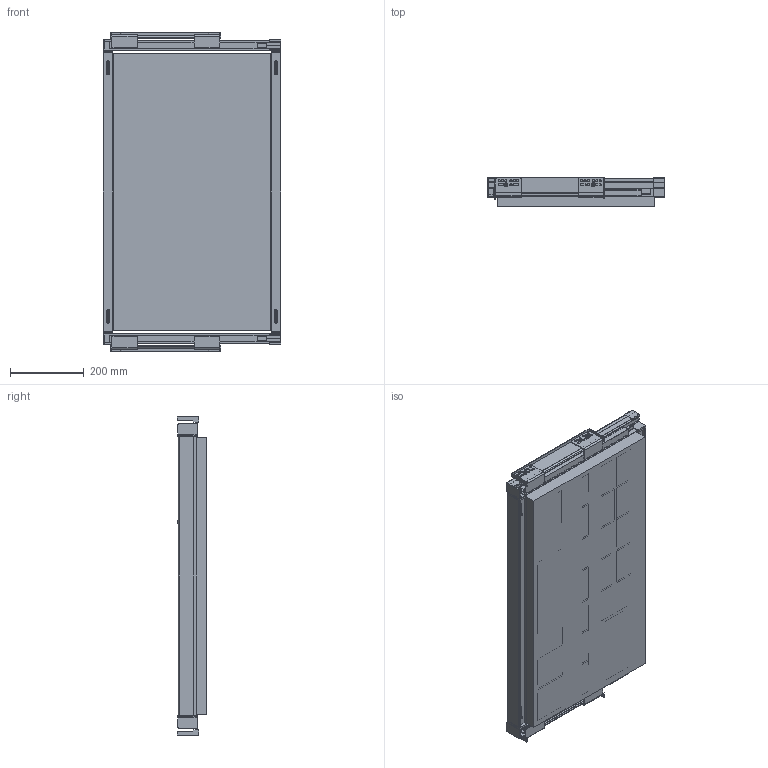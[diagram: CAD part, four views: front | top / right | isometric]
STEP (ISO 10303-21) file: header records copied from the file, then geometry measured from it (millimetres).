
FILE_DESCRIPTION(/* description */ (''),/* implementation_level */ '2;1');
FILE_NAME(/* name */ 'WG-PRZEG90.stp',/* time_stamp */ '2023-04-13T11:43:22+02:00',/* author */ ('tomaszw'),/* organization */ (''),/* preprocessor_version */ 'ST-DEVELOPER v19.2',/* originating_system */ 'Autodesk Inventor 2023',/* authorisation */ '');
FILE_SCHEMA (('AUTOMOTIVE_DESIGN { 1 0 10303 214 3 1 1 }'));
Length unit declared in the file: millimetre
Products named in the file (5): WG-PRZEG60-10-01; 3DAXIS-Wew-Góra-Cloce-04; WG-POBUW60M-60-04; WG-PRZEG90-10; ISO 7049 - ST 4,2 x 22 - C - Z
Assembly tree (7 placements, depth 2):
  WG-PRZEG60-10-01
    3DAXIS-Wew-Góra-Cloce-04
    WG-POBUW60M-60-04
    WG-PRZEG90-10
    ISO 7049 - ST 4,2 x 22 - C - Z  x4
Bounding box: 483 x 79.5 x 864 mm (x, y, z)
Volume: 8155971.4 mm3; surface area: 2607500 mm2
Topology: 20 solids, 20 shells, 817 faces, 2180 edges, 1436 vertices
Faces by surface type: plane 558, cylinder 156, cone 76, torus 16, bspline 7, sphere 4
Full cylindrical faces by diameter (mm): 3 x8, 4.2 x4, 5 x4, 6 x32, 9 x4
Entity records: 22657 total; most frequent: CARTESIAN_POINT 4271, ORIENTED_EDGE 3738, DIRECTION 3594, EDGE_CURVE 1869, LINE 1446, VECTOR 1446, VERTEX_POINT 1235, AXIS2_PLACEMENT_3D 1074
